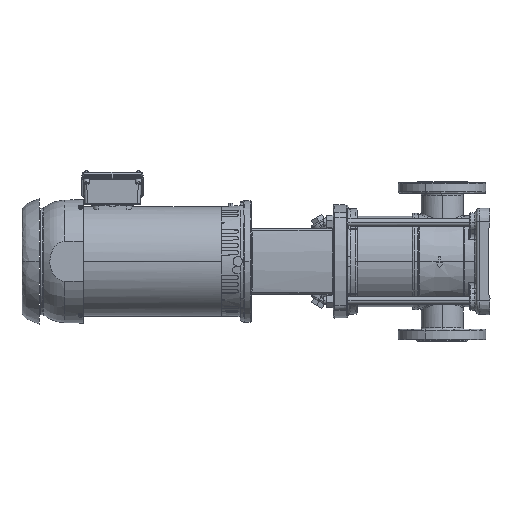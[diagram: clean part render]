
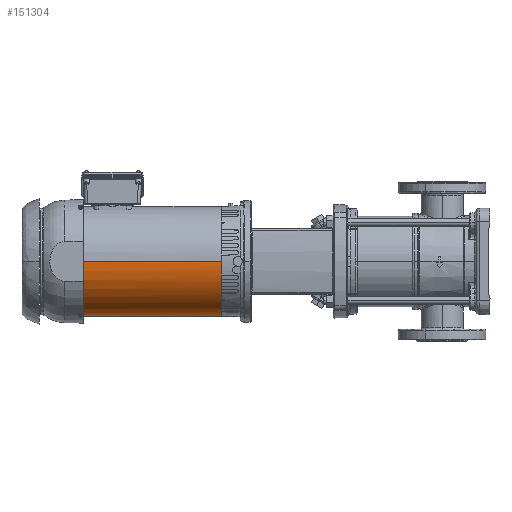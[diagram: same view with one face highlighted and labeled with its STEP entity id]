
A CAD part, left-side view. The second image highlights one B-rep face of the part: STEP entity #151304.
In plain terms, the highlighted cylindrical face has radius 103.05 mm (diameter 206.1 mm), a partial arc.
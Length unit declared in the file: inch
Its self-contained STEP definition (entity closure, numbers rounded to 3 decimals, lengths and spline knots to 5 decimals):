
#2566 = CARTESIAN_POINT ( 'NONE',  ( 5.44994, -0.69382, 0. ) ) ;
#2690 = VERTEX_POINT ( 'NONE', #143429 ) ;
#4099 = AXIS2_PLACEMENT_3D ( 'NONE', #13904, #104172, #151226 ) ;
#5617 = DIRECTION ( 'NONE',  ( 1., 0., 0. ) ) ;
#13904 = CARTESIAN_POINT ( 'NONE',  ( -4.78629, -0.69382, 0. ) ) ;
#23315 = VECTOR ( 'NONE', #101794, 39.37008 ) ;
#26469 = DIRECTION ( 'NONE',  ( -1., 0., 0. ) ) ;
#33908 = VERTEX_POINT ( 'NONE', #107055 ) ;
#36854 = ORIENTED_EDGE ( 'NONE', *, *, #68431, .F. ) ;
#37994 = VERTEX_POINT ( 'NONE', #96828 ) ;
#39310 = VERTEX_POINT ( 'NONE', #99274 ) ;
#53329 = CIRCLE ( 'NONE', #119828, 4.05709 ) ;
#55960 = ORIENTED_EDGE ( 'NONE', *, *, #72199, .T. ) ;
#59565 = DIRECTION ( 'NONE',  ( 0., 0., 1. ) ) ;
#61938 = DIRECTION ( 'NONE',  ( 0., 0., 1. ) ) ;
#68431 = EDGE_CURVE ( 'NONE', #39310, #2690, #145846, .T. ) ;
#69387 = EDGE_LOOP ( 'NONE', ( #36854, #55960, #126403, #76257 ) ) ;
#70771 = VECTOR ( 'NONE', #5617, 39.37008 ) ;
#72199 = EDGE_CURVE ( 'NONE', #39310, #37994, #53329, .T. ) ;
#76257 = ORIENTED_EDGE ( 'NONE', *, *, #112840, .F. ) ;
#85083 = CARTESIAN_POINT ( 'NONE',  ( 32.53252, -0.69382, 0. ) ) ;
#90050 = EDGE_CURVE ( 'NONE', #33908, #37994, #134406, .T. ) ;
#96828 = CARTESIAN_POINT ( 'NONE',  ( 5.44994, -4.7509, 0. ) ) ;
#97422 = FACE_OUTER_BOUND ( 'NONE', #69387, .T. ) ;
#99274 = CARTESIAN_POINT ( 'NONE',  ( 5.44994, -0.69382, -4.05709 ) ) ;
#101794 = DIRECTION ( 'NONE',  ( -1., 0., 0. ) ) ;
#104172 = DIRECTION ( 'NONE',  ( -1., 0., 0. ) ) ;
#105391 = CYLINDRICAL_SURFACE ( 'NONE', #111552, 4.05709 ) ;
#107055 = CARTESIAN_POINT ( 'NONE',  ( -4.78629, -4.7509, 0. ) ) ;
#109989 = CIRCLE ( 'NONE', #4099, 4.05709 ) ;
#111552 = AXIS2_PLACEMENT_3D ( 'NONE', #85083, #144502, #61938 ) ;
#112840 = EDGE_CURVE ( 'NONE', #2690, #33908, #109989, .T. ) ;
#119828 = AXIS2_PLACEMENT_3D ( 'NONE', #2566, #26469, #59565 ) ;
#126403 = ORIENTED_EDGE ( 'NONE', *, *, #90050, .F. ) ;
#134406 = LINE ( 'NONE', #147499, #70771 ) ;
#136535 = CARTESIAN_POINT ( 'NONE',  ( 32.53252, -0.69382, -4.05709 ) ) ;
#143429 = CARTESIAN_POINT ( 'NONE',  ( -4.78629, -0.69382, -4.05709 ) ) ;
#144502 = DIRECTION ( 'NONE',  ( -1., 0., 0. ) ) ;
#145846 = LINE ( 'NONE', #136535, #23315 ) ;
#147499 = CARTESIAN_POINT ( 'NONE',  ( 32.53252, -4.7509, 0. ) ) ;
#151226 = DIRECTION ( 'NONE',  ( 0., 0., 1. ) ) ;
#151304 = ADVANCED_FACE ( 'NONE', ( #97422 ), #105391, .T. ) ;
